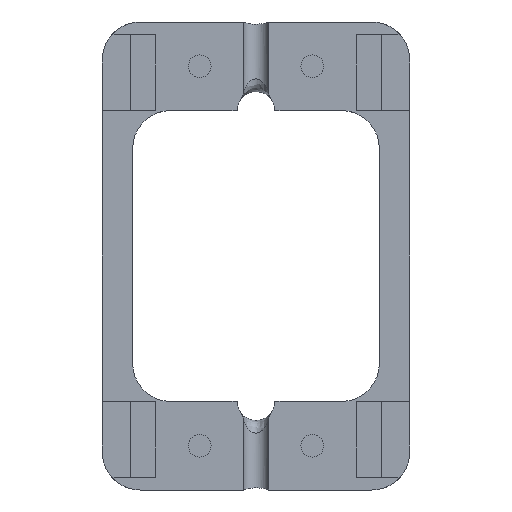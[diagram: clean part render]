
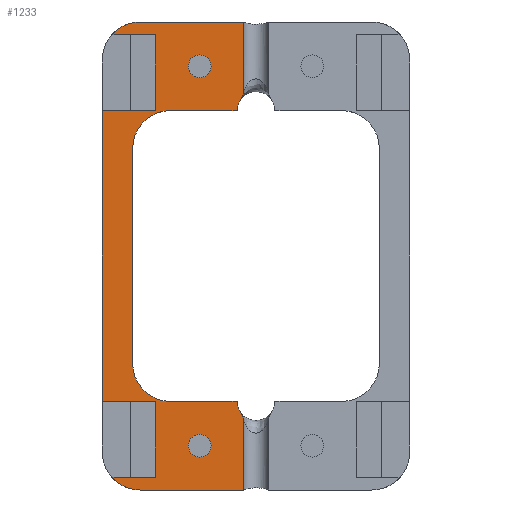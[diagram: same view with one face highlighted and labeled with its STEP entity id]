
A CAD part, top view. The second image highlights one B-rep face of the part: STEP entity #1233.
In plain terms, the highlighted planar face has unit normal (0, 0, 1).
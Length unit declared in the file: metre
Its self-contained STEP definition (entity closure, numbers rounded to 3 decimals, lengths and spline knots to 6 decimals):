
#65=CIRCLE('',#1322,0.0015);
#66=CIRCLE('',#1323,0.001);
#67=CIRCLE('',#1324,0.003);
#68=CIRCLE('',#1325,0.003);
#69=CIRCLE('',#1326,0.001);
#70=CIRCLE('',#1327,0.0015);
#71=CIRCLE('',#1328,0.003);
#72=CIRCLE('',#1329,0.003);
#73=CIRCLE('',#1330,0.0009);
#74=CIRCLE('',#1331,0.0009);
#119=ORIENTED_EDGE('',*,*,#491,.F.);
#120=ORIENTED_EDGE('',*,*,#492,.T.);
#121=ORIENTED_EDGE('',*,*,#493,.F.);
#122=ORIENTED_EDGE('',*,*,#494,.T.);
#123=ORIENTED_EDGE('',*,*,#495,.T.);
#124=ORIENTED_EDGE('',*,*,#496,.T.);
#125=ORIENTED_EDGE('',*,*,#497,.F.);
#126=ORIENTED_EDGE('',*,*,#498,.F.);
#127=ORIENTED_EDGE('',*,*,#499,.T.);
#128=ORIENTED_EDGE('',*,*,#500,.T.);
#129=ORIENTED_EDGE('',*,*,#501,.T.);
#130=ORIENTED_EDGE('',*,*,#502,.F.);
#131=ORIENTED_EDGE('',*,*,#503,.F.);
#132=ORIENTED_EDGE('',*,*,#504,.F.);
#133=ORIENTED_EDGE('',*,*,#505,.T.);
#134=ORIENTED_EDGE('',*,*,#506,.F.);
#135=ORIENTED_EDGE('',*,*,#507,.T.);
#136=ORIENTED_EDGE('',*,*,#508,.T.);
#137=ORIENTED_EDGE('',*,*,#509,.T.);
#138=ORIENTED_EDGE('',*,*,#510,.F.);
#139=ORIENTED_EDGE('',*,*,#511,.F.);
#140=ORIENTED_EDGE('',*,*,#512,.F.);
#141=ORIENTED_EDGE('',*,*,#513,.F.);
#142=ORIENTED_EDGE('',*,*,#514,.T.);
#491=EDGE_CURVE('',#677,#678,#65,.T.);
#492=EDGE_CURVE('',#677,#679,#66,.T.);
#493=EDGE_CURVE('',#680,#679,#796,.T.);
#494=EDGE_CURVE('',#680,#681,#797,.T.);
#495=EDGE_CURVE('',#681,#682,#67,.T.);
#496=EDGE_CURVE('',#682,#683,#798,.T.);
#497=EDGE_CURVE('',#684,#683,#799,.T.);
#498=EDGE_CURVE('',#685,#684,#800,.T.);
#499=EDGE_CURVE('',#685,#686,#801,.T.);
#500=EDGE_CURVE('',#686,#687,#802,.T.);
#501=EDGE_CURVE('',#687,#688,#803,.T.);
#502=EDGE_CURVE('',#689,#688,#804,.T.);
#503=EDGE_CURVE('',#690,#689,#68,.T.);
#504=EDGE_CURVE('',#691,#690,#805,.T.);
#505=EDGE_CURVE('',#691,#692,#806,.T.);
#506=EDGE_CURVE('',#693,#692,#69,.T.);
#507=EDGE_CURVE('',#693,#694,#70,.T.);
#508=EDGE_CURVE('',#694,#695,#807,.T.);
#509=EDGE_CURVE('',#695,#696,#71,.T.);
#510=EDGE_CURVE('',#697,#696,#808,.T.);
#511=EDGE_CURVE('',#698,#697,#72,.T.);
#512=EDGE_CURVE('',#678,#698,#809,.T.);
#513=EDGE_CURVE('',#699,#699,#73,.T.);
#514=EDGE_CURVE('',#700,#700,#74,.T.);
#677=VERTEX_POINT('',#1831);
#678=VERTEX_POINT('',#1832);
#679=VERTEX_POINT('',#1834);
#680=VERTEX_POINT('',#1836);
#681=VERTEX_POINT('',#1838);
#682=VERTEX_POINT('',#1840);
#683=VERTEX_POINT('',#1842);
#684=VERTEX_POINT('',#1844);
#685=VERTEX_POINT('',#1846);
#686=VERTEX_POINT('',#1848);
#687=VERTEX_POINT('',#1850);
#688=VERTEX_POINT('',#1852);
#689=VERTEX_POINT('',#1854);
#690=VERTEX_POINT('',#1856);
#691=VERTEX_POINT('',#1858);
#692=VERTEX_POINT('',#1860);
#693=VERTEX_POINT('',#1862);
#694=VERTEX_POINT('',#1864);
#695=VERTEX_POINT('',#1866);
#696=VERTEX_POINT('',#1868);
#697=VERTEX_POINT('',#1870);
#698=VERTEX_POINT('',#1872);
#699=VERTEX_POINT('',#1875);
#700=VERTEX_POINT('',#1877);
#796=LINE('',#1835,#914);
#797=LINE('',#1837,#915);
#798=LINE('',#1841,#916);
#799=LINE('',#1843,#917);
#800=LINE('',#1845,#918);
#801=LINE('',#1847,#919);
#802=LINE('',#1849,#920);
#803=LINE('',#1851,#921);
#804=LINE('',#1853,#922);
#805=LINE('',#1857,#923);
#806=LINE('',#1859,#924);
#807=LINE('',#1865,#925);
#808=LINE('',#1869,#926);
#809=LINE('',#1873,#927);
#914=VECTOR('',#1461,1.);
#915=VECTOR('',#1462,1.);
#916=VECTOR('',#1465,1.);
#917=VECTOR('',#1466,1.);
#918=VECTOR('',#1467,1.);
#919=VECTOR('',#1468,1.);
#920=VECTOR('',#1469,1.);
#921=VECTOR('',#1470,1.);
#922=VECTOR('',#1471,1.);
#923=VECTOR('',#1474,1.);
#924=VECTOR('',#1475,1.);
#925=VECTOR('',#1480,1.);
#926=VECTOR('',#1483,1.);
#927=VECTOR('',#1486,1.);
#1029=EDGE_LOOP('',(#119,#120,#121,#122,#123,#124,#125,#126,#127,#128,#129,
#130,#131,#132,#133,#134,#135,#136,#137,#138,#139,#140));
#1030=EDGE_LOOP('',(#141));
#1031=EDGE_LOOP('',(#142));
#1111=FACE_BOUND('',#1029,.T.);
#1112=FACE_BOUND('',#1030,.T.);
#1113=FACE_BOUND('',#1031,.T.);
#1193=PLANE('',#1321);
#1233=ADVANCED_FACE('',(#1111,#1112,#1113),#1193,.T.);
#1321=AXIS2_PLACEMENT_3D('',#1829,#1455,#1456);
#1322=AXIS2_PLACEMENT_3D('',#1830,#1457,#1458);
#1323=AXIS2_PLACEMENT_3D('',#1833,#1459,#1460);
#1324=AXIS2_PLACEMENT_3D('',#1839,#1463,#1464);
#1325=AXIS2_PLACEMENT_3D('',#1855,#1472,#1473);
#1326=AXIS2_PLACEMENT_3D('',#1861,#1476,#1477);
#1327=AXIS2_PLACEMENT_3D('',#1863,#1478,#1479);
#1328=AXIS2_PLACEMENT_3D('',#1867,#1481,#1482);
#1329=AXIS2_PLACEMENT_3D('',#1871,#1484,#1485);
#1330=AXIS2_PLACEMENT_3D('',#1874,#1487,#1488);
#1331=AXIS2_PLACEMENT_3D('',#1876,#1489,#1490);
#1455=DIRECTION('',(0.,0.,1.));
#1456=DIRECTION('',(1.,0.,0.));
#1457=DIRECTION('',(0.,0.,1.));
#1458=DIRECTION('',(1.,0.,0.));
#1459=DIRECTION('',(0.,0.,1.));
#1460=DIRECTION('',(1.,0.,0.));
#1461=DIRECTION('',(0.,-1.,0.));
#1462=DIRECTION('',(-1.,0.,0.));
#1463=DIRECTION('',(0.,0.,1.));
#1464=DIRECTION('',(1.,0.,0.));
#1465=DIRECTION('',(1.,0.,0.));
#1466=DIRECTION('',(0.,1.,0.));
#1467=DIRECTION('',(1.,0.,0.));
#1468=DIRECTION('',(0.,-1.,0.));
#1469=DIRECTION('',(1.,0.,0.));
#1470=DIRECTION('',(0.,-1.,0.));
#1471=DIRECTION('',(1.,0.,0.));
#1472=DIRECTION('',(0.,0.,-1.));
#1473=DIRECTION('',(1.,0.,0.));
#1474=DIRECTION('',(-1.,0.,0.));
#1475=DIRECTION('',(0.,1.,0.));
#1476=DIRECTION('',(0.,0.,-1.));
#1477=DIRECTION('',(1.,0.,0.));
#1478=DIRECTION('',(0.,0.,-1.));
#1479=DIRECTION('',(1.,0.,0.));
#1480=DIRECTION('',(-1.,0.,0.));
#1481=DIRECTION('',(0.,0.,-1.));
#1482=DIRECTION('',(1.,0.,0.));
#1483=DIRECTION('',(0.,-1.,0.));
#1484=DIRECTION('',(0.,0.,1.));
#1485=DIRECTION('',(1.,0.,0.));
#1486=DIRECTION('',(-1.,0.,0.));
#1487=DIRECTION('',(0.,0.,1.));
#1488=DIRECTION('',(1.,0.,0.));
#1489=DIRECTION('',(0.,0.,-1.));
#1490=DIRECTION('',(1.,0.,0.));
#1829=CARTESIAN_POINT('',(0.,0.,0.003));
#1830=CARTESIAN_POINT('',(0.,0.0115,0.003));
#1831=CARTESIAN_POINT('',(-0.0012,0.0124,0.003));
#1832=CARTESIAN_POINT('',(-0.0015,0.0115,0.003));
#1833=CARTESIAN_POINT('',(-0.002,0.013,0.003));
#1834=CARTESIAN_POINT('',(-0.001,0.013,0.003));
#1835=CARTESIAN_POINT('',(-0.001,0.023057,0.003));
#1836=CARTESIAN_POINT('',(-0.001,0.0185,0.003));
#1837=CARTESIAN_POINT('',(-0.006075,0.0185,0.003));
#1838=CARTESIAN_POINT('',(-0.00915,0.0185,0.003));
#1839=CARTESIAN_POINT('',(-0.00915,0.0155,0.003));
#1840=CARTESIAN_POINT('',(-0.011386,0.0175,0.003));
#1841=CARTESIAN_POINT('',(-0.01005,0.0175,0.003));
#1842=CARTESIAN_POINT('',(-0.00795,0.0175,0.003));
#1843=CARTESIAN_POINT('',(-0.00795,0.0145,0.003));
#1844=CARTESIAN_POINT('',(-0.00795,0.0115,0.003));
#1845=CARTESIAN_POINT('',(-0.01005,0.0115,0.003));
#1846=CARTESIAN_POINT('',(-0.01215,0.0115,0.003));
#1847=CARTESIAN_POINT('',(-0.01215,0.00925,0.003));
#1848=CARTESIAN_POINT('',(-0.01215,-0.0115,0.003));
#1849=CARTESIAN_POINT('',(-0.01005,-0.0115,0.003));
#1850=CARTESIAN_POINT('',(-0.00795,-0.0115,0.003));
#1851=CARTESIAN_POINT('',(-0.00795,-0.0145,0.003));
#1852=CARTESIAN_POINT('',(-0.00795,-0.0175,0.003));
#1853=CARTESIAN_POINT('',(-0.01005,-0.0175,0.003));
#1854=CARTESIAN_POINT('',(-0.011386,-0.0175,0.003));
#1855=CARTESIAN_POINT('',(-0.00915,-0.0155,0.003));
#1856=CARTESIAN_POINT('',(-0.00915,-0.0185,0.003));
#1857=CARTESIAN_POINT('',(-0.006075,-0.0185,0.003));
#1858=CARTESIAN_POINT('',(-0.001,-0.0185,0.003));
#1859=CARTESIAN_POINT('',(-0.001,-0.023057,0.003));
#1860=CARTESIAN_POINT('',(-0.001,-0.013,0.003));
#1861=CARTESIAN_POINT('',(-0.002,-0.013,0.003));
#1862=CARTESIAN_POINT('',(-0.0012,-0.0124,0.003));
#1863=CARTESIAN_POINT('',(0.,-0.0115,0.003));
#1864=CARTESIAN_POINT('',(-0.0015,-0.0115,0.003));
#1865=CARTESIAN_POINT('',(-0.003375,-0.0115,0.003));
#1866=CARTESIAN_POINT('',(-0.00675,-0.0115,0.003));
#1867=CARTESIAN_POINT('',(-0.00675,-0.0085,0.003));
#1868=CARTESIAN_POINT('',(-0.00975,-0.0085,0.003));
#1869=CARTESIAN_POINT('',(-0.00975,0.00425,0.003));
#1870=CARTESIAN_POINT('',(-0.00975,0.0085,0.003));
#1871=CARTESIAN_POINT('',(-0.00675,0.0085,0.003));
#1872=CARTESIAN_POINT('',(-0.00675,0.0115,0.003));
#1873=CARTESIAN_POINT('',(-0.003375,0.0115,0.003));
#1874=CARTESIAN_POINT('',(-0.00445,0.015,0.003));
#1875=CARTESIAN_POINT('',(-0.00355,0.015,0.003));
#1876=CARTESIAN_POINT('',(-0.00445,-0.015,0.003));
#1877=CARTESIAN_POINT('',(-0.00355,-0.015,0.003));
